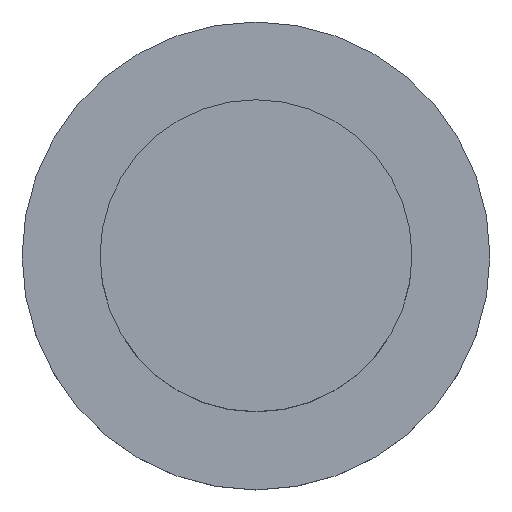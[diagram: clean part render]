
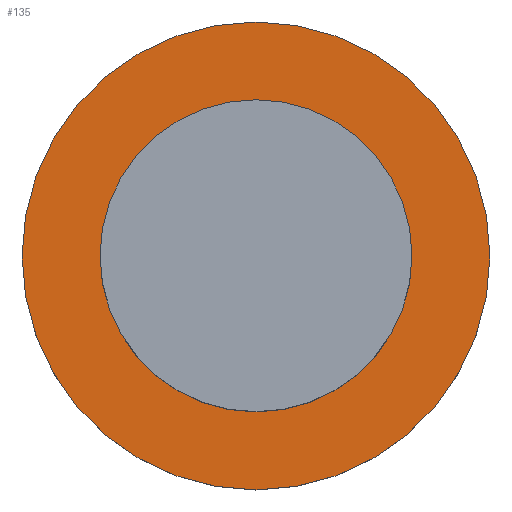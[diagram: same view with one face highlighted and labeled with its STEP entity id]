
A CAD part, top view. The second image highlights one B-rep face of the part: STEP entity #135.
In plain terms, the highlighted planar face has unit normal (0, 0, 1).
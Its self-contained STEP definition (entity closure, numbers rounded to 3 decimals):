
#16=FACE_BOUND('',#42,.T.);
#21=PLANE('',#165);
#29=FACE_OUTER_BOUND('',#41,.T.);
#41=EDGE_LOOP('',(#107));
#42=EDGE_LOOP('',(#108));
#62=CIRCLE('',#158,4.);
#65=CIRCLE('',#164,6.);
#72=VERTEX_POINT('',#230);
#75=VERTEX_POINT('',#240);
#83=EDGE_CURVE('',#72,#72,#62,.T.);
#86=EDGE_CURVE('',#75,#75,#65,.T.);
#107=ORIENTED_EDGE('',*,*,#86,.T.);
#108=ORIENTED_EDGE('',*,*,#83,.T.);
#135=ADVANCED_FACE('',(#29,#16),#21,.T.);
#158=AXIS2_PLACEMENT_3D('',#232,#184,#185);
#164=AXIS2_PLACEMENT_3D('',#241,#196,#197);
#165=AXIS2_PLACEMENT_3D('',#243,#199,#200);
#184=DIRECTION('center_axis',(0.,0.,-1.));
#185=DIRECTION('ref_axis',(1.,0.,0.));
#196=DIRECTION('center_axis',(0.,0.,1.));
#197=DIRECTION('ref_axis',(1.,0.,0.));
#199=DIRECTION('center_axis',(0.,0.,1.));
#200=DIRECTION('ref_axis',(1.,0.,0.));
#230=CARTESIAN_POINT('',(-4.,0.,14.95));
#232=CARTESIAN_POINT('Origin',(0.,0.,14.95));
#240=CARTESIAN_POINT('',(-6.,0.,14.95));
#241=CARTESIAN_POINT('Origin',(0.,0.,14.95));
#243=CARTESIAN_POINT('Origin',(0.,0.,14.95));
